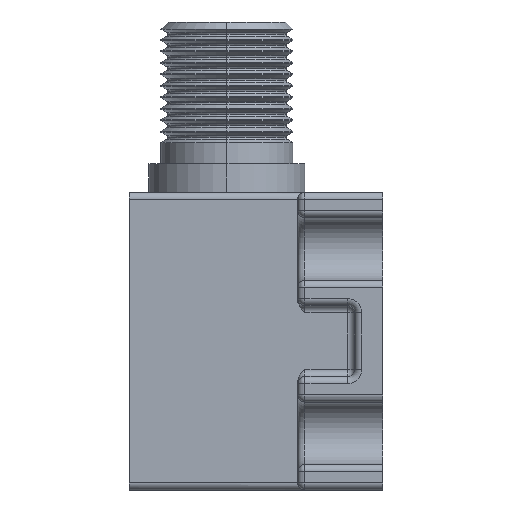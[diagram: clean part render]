
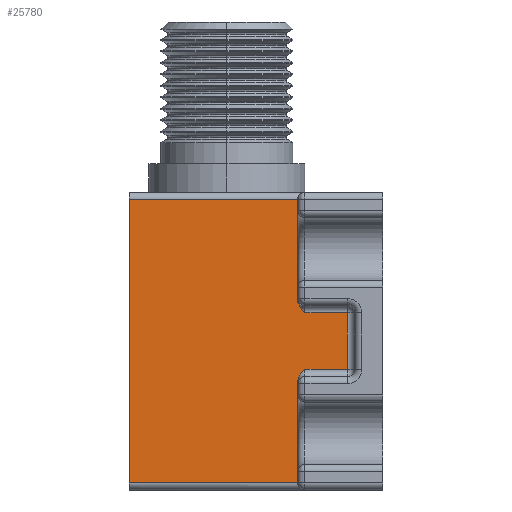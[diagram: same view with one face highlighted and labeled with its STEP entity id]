
A CAD part, left-side view. The second image highlights one B-rep face of the part: STEP entity #25780.
In plain terms, the highlighted planar face has unit normal (-1, 0, 0).
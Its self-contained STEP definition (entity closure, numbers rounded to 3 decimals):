
#154 = CARTESIAN_POINT ( 'NONE',  ( -29., 6., -2.866 ) ) ;
#2358 = LINE ( 'NONE', #7878, #19399 ) ;
#2824 = CARTESIAN_POINT ( 'NONE',  ( -29., 2.5, 2. ) ) ;
#3295 = VECTOR ( 'NONE', #19341, 1000. ) ;
#3310 = ORIENTED_EDGE ( 'NONE', *, *, #34884, .T. ) ;
#3484 = VECTOR ( 'NONE', #27089, 1000. ) ;
#5194 = DIRECTION ( 'NONE',  ( 0., 0., -1. ) ) ;
#5364 = DIRECTION ( 'NONE',  ( 0., 0., -1. ) ) ;
#5633 = B_SPLINE_CURVE_WITH_KNOTS ( 'NONE', 3,
 ( #17022, #11472, #22952, #9002, #32296, #28683 ),
 .UNSPECIFIED., .F., .F.,
 ( 4, 2, 4 ),
 ( 0., 0.001, 0.001 ),
 .UNSPECIFIED. ) ;
#6416 = CARTESIAN_POINT ( 'NONE',  ( -29., 17.9, 10. ) ) ;
#6557 = ORIENTED_EDGE ( 'NONE', *, *, #31496, .F. ) ;
#7214 = CARTESIAN_POINT ( 'NONE',  ( -29., 17.9, 10. ) ) ;
#7697 = CARTESIAN_POINT ( 'NONE',  ( -29., 17.9, 10.5 ) ) ;
#7878 = CARTESIAN_POINT ( 'NONE',  ( -29., 6., 10.5 ) ) ;
#8025 = CARTESIAN_POINT ( 'NONE',  ( -29., 6., 10. ) ) ;
#9002 = CARTESIAN_POINT ( 'NONE',  ( -29., 5.933, 2.529 ) ) ;
#9064 = VERTEX_POINT ( 'NONE', #34108 ) ;
#10566 = DIRECTION ( 'NONE',  ( 0., -1., 0. ) ) ;
#11171 = ORIENTED_EDGE ( 'NONE', *, *, #23356, .T. ) ;
#11378 = CARTESIAN_POINT ( 'NONE',  ( -29., 5.5, -2. ) ) ;
#11443 = EDGE_CURVE ( 'NONE', #19105, #9064, #18105, .T. ) ;
#11472 = CARTESIAN_POINT ( 'NONE',  ( -29., 5.621, 2.121 ) ) ;
#11592 = EDGE_CURVE ( 'NONE', #31400, #37234, #27827, .T. ) ;
#12070 = EDGE_CURVE ( 'NONE', #9064, #18832, #5633, .T. ) ;
#12146 = CARTESIAN_POINT ( 'NONE',  ( -29., 5.621, -2.121 ) ) ;
#13204 = EDGE_CURVE ( 'NONE', #31400, #18832, #2358, .T. ) ;
#13306 = ORIENTED_EDGE ( 'NONE', *, *, #19031, .T. ) ;
#13708 = CARTESIAN_POINT ( 'NONE',  ( -29., 0., -2. ) ) ;
#13762 = DIRECTION ( 'NONE',  ( 1., 0., 0. ) ) ;
#15314 = ORIENTED_EDGE ( 'NONE', *, *, #11443, .T. ) ;
#15920 = LINE ( 'NONE', #36727, #17858 ) ;
#17022 = CARTESIAN_POINT ( 'NONE',  ( -29., 5.5, 2. ) ) ;
#17110 = AXIS2_PLACEMENT_3D ( 'NONE', #33832, #13762, #5194 ) ;
#17858 = VECTOR ( 'NONE', #10566, 1000. ) ;
#18105 = LINE ( 'NONE', #20784, #3484 ) ;
#18255 = ORIENTED_EDGE ( 'NONE', *, *, #35797, .T. ) ;
#18742 = CARTESIAN_POINT ( 'NONE',  ( -29., 6., -10. ) ) ;
#18771 = ORIENTED_EDGE ( 'NONE', *, *, #13204, .F. ) ;
#18832 = VERTEX_POINT ( 'NONE', #28600 ) ;
#18962 = VERTEX_POINT ( 'NONE', #28030 ) ;
#19010 = ORIENTED_EDGE ( 'NONE', *, *, #12070, .T. ) ;
#19031 = EDGE_CURVE ( 'NONE', #31181, #33903, #22381, .T. ) ;
#19105 = VERTEX_POINT ( 'NONE', #2824 ) ;
#19341 = DIRECTION ( 'NONE',  ( 0., 0., -1. ) ) ;
#19399 = VECTOR ( 'NONE', #19519, 1000. ) ;
#19451 = DIRECTION ( 'NONE',  ( 0., -1., 0. ) ) ;
#19519 = DIRECTION ( 'NONE',  ( 0., 0., -1. ) ) ;
#19534 = EDGE_LOOP ( 'NONE', ( #11171, #25231, #6557, #13306, #3310, #18255, #15314, #19010, #18771, #24103 ) ) ;
#20172 = VERTEX_POINT ( 'NONE', #18742 ) ;
#20753 = CARTESIAN_POINT ( 'NONE',  ( -29., 6., -2.693 ) ) ;
#20784 = CARTESIAN_POINT ( 'NONE',  ( -29., 0., 2. ) ) ;
#21907 = DIRECTION ( 'NONE',  ( 0., 1., 0. ) ) ;
#22292 = EDGE_CURVE ( 'NONE', #33446, #20172, #15920, .T. ) ;
#22381 = B_SPLINE_CURVE_WITH_KNOTS ( 'NONE', 3,
 ( #154, #20753, #32023, #31829, #12146, #11378 ),
 .UNSPECIFIED., .F., .F.,
 ( 4, 2, 4 ),
 ( 0., 0.001, 0.001 ),
 .UNSPECIFIED. ) ;
#22952 = CARTESIAN_POINT ( 'NONE',  ( -29., 5.744, 2.244 ) ) ;
#23356 = EDGE_CURVE ( 'NONE', #37234, #33446, #33856, .T. ) ;
#23888 = CARTESIAN_POINT ( 'NONE',  ( -29., 2.5, 2. ) ) ;
#24103 = ORIENTED_EDGE ( 'NONE', *, *, #11592, .T. ) ;
#24771 = CARTESIAN_POINT ( 'NONE',  ( -29., 5.5, -2. ) ) ;
#25051 = PLANE ( 'NONE',  #17110 ) ;
#25231 = ORIENTED_EDGE ( 'NONE', *, *, #22292, .T. ) ;
#25597 = CARTESIAN_POINT ( 'NONE',  ( -29., 6., 10.5 ) ) ;
#25625 = FACE_OUTER_BOUND ( 'NONE', #19534, .T. ) ;
#25780 = ADVANCED_FACE ( 'NONE', ( #25625 ), #25051, .F. ) ;
#27069 = CARTESIAN_POINT ( 'NONE',  ( -29., 6., -2.866 ) ) ;
#27089 = DIRECTION ( 'NONE',  ( 0., 1., 0. ) ) ;
#27827 = LINE ( 'NONE', #7214, #35205 ) ;
#28030 = CARTESIAN_POINT ( 'NONE',  ( -29., 2.5, -2. ) ) ;
#28600 = CARTESIAN_POINT ( 'NONE',  ( -29., 6., 2.866 ) ) ;
#28683 = CARTESIAN_POINT ( 'NONE',  ( -29., 6., 2.866 ) ) ;
#29777 = VECTOR ( 'NONE', #35533, 1000. ) ;
#31181 = VERTEX_POINT ( 'NONE', #27069 ) ;
#31289 = LINE ( 'NONE', #13708, #32797 ) ;
#31400 = VERTEX_POINT ( 'NONE', #8025 ) ;
#31496 = EDGE_CURVE ( 'NONE', #31181, #20172, #34182, .T. ) ;
#31829 = CARTESIAN_POINT ( 'NONE',  ( -29., 5.744, -2.244 ) ) ;
#32023 = CARTESIAN_POINT ( 'NONE',  ( -29., 5.933, -2.529 ) ) ;
#32296 = CARTESIAN_POINT ( 'NONE',  ( -29., 6., 2.693 ) ) ;
#32658 = CARTESIAN_POINT ( 'NONE',  ( -29., 17.9, -10. ) ) ;
#32797 = VECTOR ( 'NONE', #19451, 1000. ) ;
#33208 = VECTOR ( 'NONE', #5364, 1000. ) ;
#33446 = VERTEX_POINT ( 'NONE', #32658 ) ;
#33832 = CARTESIAN_POINT ( 'NONE',  ( -29., 0., 10.5 ) ) ;
#33856 = LINE ( 'NONE', #7697, #3295 ) ;
#33903 = VERTEX_POINT ( 'NONE', #24771 ) ;
#34108 = CARTESIAN_POINT ( 'NONE',  ( -29., 5.5, 2. ) ) ;
#34182 = LINE ( 'NONE', #25597, #33208 ) ;
#34884 = EDGE_CURVE ( 'NONE', #33903, #18962, #31289, .T. ) ;
#35205 = VECTOR ( 'NONE', #21907, 1000. ) ;
#35533 = DIRECTION ( 'NONE',  ( 0., 0., 1. ) ) ;
#35797 = EDGE_CURVE ( 'NONE', #18962, #19105, #36092, .T. ) ;
#36092 = LINE ( 'NONE', #23888, #29777 ) ;
#36727 = CARTESIAN_POINT ( 'NONE',  ( -29., 0., -10. ) ) ;
#37234 = VERTEX_POINT ( 'NONE', #6416 ) ;
